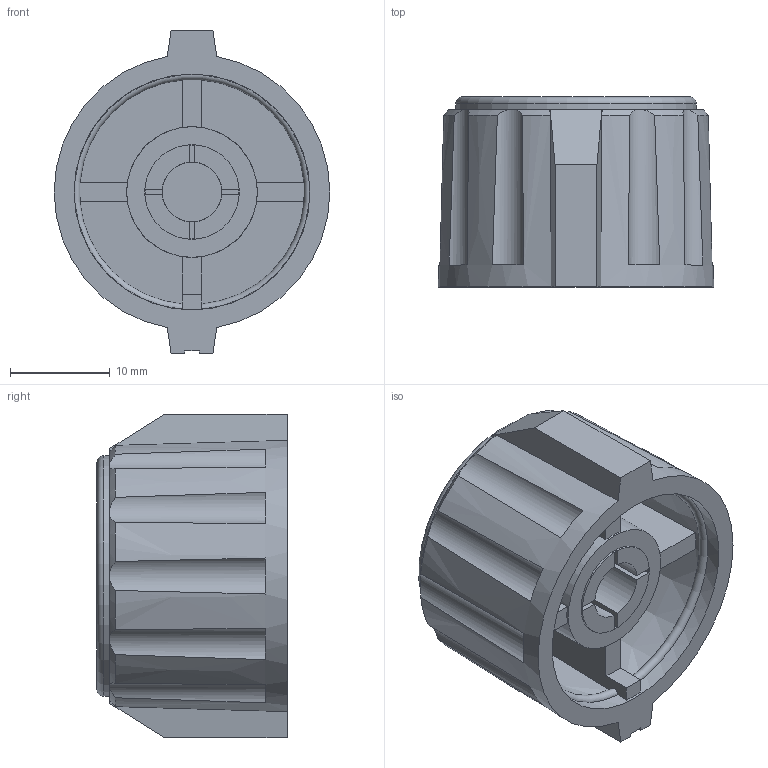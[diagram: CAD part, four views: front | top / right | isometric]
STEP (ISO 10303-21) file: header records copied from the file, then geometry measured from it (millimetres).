
FILE_DESCRIPTION (( 'STEP AP214' ), '1' );
FILE_NAME ('Bouton avec ailettes + capuchon.STEP', '2014-10-07T08:44:48', ( 'PC440' ), ( 'Microsoft' ), 'SwSTEP 2.0', 'SolidWorks 2013', '' );
FILE_SCHEMA (( 'AUTOMOTIVE_DESIGN' ));
Length unit declared in the file: millimetre
Products named in the file (3): Bouton avec ailettes + capuchon; Bouton capuchons; Bouton avec ailettes
Assembly tree (2 placements, depth 2):
  Bouton avec ailettes + capuchon
    Bouton avec ailettes
    Bouton capuchons
Bounding box: 27.7 x 19.1 x 32.5 mm (x, y, z)
Volume: 5858.8 mm3; surface area: 6687.3 mm2
Topology: 2 solids, 2 shells, 157 faces, 431 edges, 287 vertices
Faces by surface type: plane 103, cylinder 34, cone 17, torus 3
Full cylindrical faces by diameter (mm): 5.8 x1, 6 x1, 9.5 x1, 11.8 x1, 12.3 x1, 13.12 x1, 19.43 x1, 21.43 x1, 24.23 x1
Entity records: 5727 total; most frequent: CARTESIAN_POINT 1258, ORIENTED_EDGE 822, DIRECTION 784, EDGE_CURVE 411, AXIS2_PLACEMENT_3D 292, VERTEX_POINT 280, VECTOR 200, LINE 200
